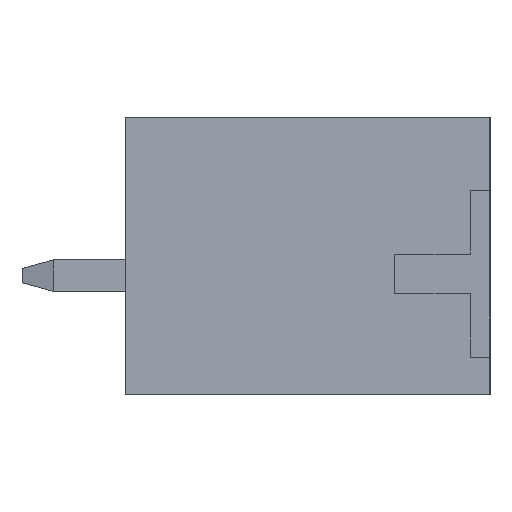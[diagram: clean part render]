
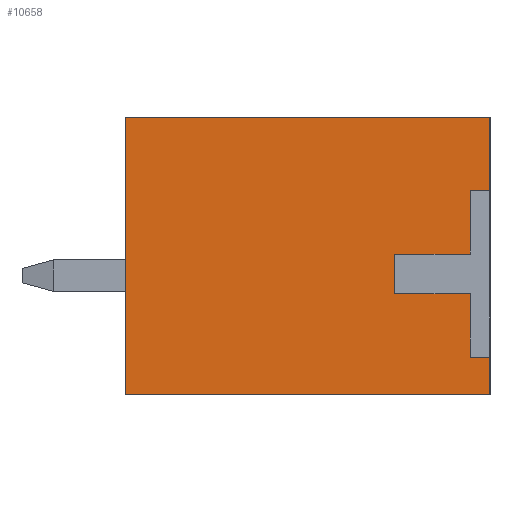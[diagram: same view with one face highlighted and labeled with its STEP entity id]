
A CAD part, left-side view. The second image highlights one B-rep face of the part: STEP entity #10658.
In plain terms, the highlighted planar face has unit normal (-1, 0, 0).
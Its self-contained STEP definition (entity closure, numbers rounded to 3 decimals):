
#282=ORIENTED_EDGE('',*,*,#3425,.F.);
#283=ORIENTED_EDGE('',*,*,#3426,.F.);
#284=ORIENTED_EDGE('',*,*,#3427,.F.);
#285=ORIENTED_EDGE('',*,*,#3428,.F.);
#286=ORIENTED_EDGE('',*,*,#3429,.F.);
#287=ORIENTED_EDGE('',*,*,#3430,.F.);
#288=ORIENTED_EDGE('',*,*,#3431,.F.);
#289=ORIENTED_EDGE('',*,*,#3432,.T.);
#290=ORIENTED_EDGE('',*,*,#3433,.F.);
#291=ORIENTED_EDGE('',*,*,#3434,.F.);
#292=ORIENTED_EDGE('',*,*,#3435,.T.);
#293=ORIENTED_EDGE('',*,*,#3436,.T.);
#3425=EDGE_CURVE('',#4996,#4997,#6049,.T.);
#3426=EDGE_CURVE('',#4998,#4996,#6050,.T.);
#3427=EDGE_CURVE('',#4999,#4998,#6051,.T.);
#3428=EDGE_CURVE('',#5000,#4999,#6052,.T.);
#3429=EDGE_CURVE('',#5001,#5000,#6053,.T.);
#3430=EDGE_CURVE('',#5002,#5001,#6054,.T.);
#3431=EDGE_CURVE('',#5003,#5002,#6055,.T.);
#3432=EDGE_CURVE('',#5003,#5004,#6056,.T.);
#3433=EDGE_CURVE('',#5005,#5004,#6057,.T.);
#3434=EDGE_CURVE('',#5006,#5005,#6058,.T.);
#3435=EDGE_CURVE('',#5006,#5007,#6059,.T.);
#3436=EDGE_CURVE('',#5007,#4997,#6060,.T.);
#4996=VERTEX_POINT('',#14784);
#4997=VERTEX_POINT('',#14785);
#4998=VERTEX_POINT('',#14787);
#4999=VERTEX_POINT('',#14789);
#5000=VERTEX_POINT('',#14791);
#5001=VERTEX_POINT('',#14793);
#5002=VERTEX_POINT('',#14795);
#5003=VERTEX_POINT('',#14797);
#5004=VERTEX_POINT('',#14799);
#5005=VERTEX_POINT('',#14801);
#5006=VERTEX_POINT('',#14803);
#5007=VERTEX_POINT('',#14805);
#6049=LINE('',#14783,#7497);
#6050=LINE('',#14786,#7498);
#6051=LINE('',#14788,#7499);
#6052=LINE('',#14790,#7500);
#6053=LINE('',#14792,#7501);
#6054=LINE('',#14794,#7502);
#6055=LINE('',#14796,#7503);
#6056=LINE('',#14798,#7504);
#6057=LINE('',#14800,#7505);
#6058=LINE('',#14802,#7506);
#6059=LINE('',#14804,#7507);
#6060=LINE('',#14806,#7508);
#7497=VECTOR('',#11953,1000.);
#7498=VECTOR('',#11954,1000.);
#7499=VECTOR('',#11955,1000.);
#7500=VECTOR('',#11956,1000.);
#7501=VECTOR('',#11957,1000.);
#7502=VECTOR('',#11958,1000.);
#7503=VECTOR('',#11959,1000.);
#7504=VECTOR('',#11960,1000.);
#7505=VECTOR('',#11961,1000.);
#7506=VECTOR('',#11962,1000.);
#7507=VECTOR('',#11963,1000.);
#7508=VECTOR('',#11964,1000.);
#8930=EDGE_LOOP('',(#282,#283,#284,#285,#286,#287,#288,#289,#290,#291,#292,
#293));
#9546=FACE_BOUND('',#8930,.T.);
#10162=PLANE('',#11231);
#10658=ADVANCED_FACE('',(#9546),#10162,.F.);
#11231=AXIS2_PLACEMENT_3D('',#14782,#11951,#11952);
#11951=DIRECTION('',(1.,0.,0.));
#11952=DIRECTION('',(0.,0.,-1.));
#11953=DIRECTION('',(0.,-1.,0.));
#11954=DIRECTION('',(0.,0.,-1.));
#11955=DIRECTION('',(0.,-1.,0.));
#11956=DIRECTION('',(0.,0.,-1.));
#11957=DIRECTION('',(0.,1.,0.));
#11958=DIRECTION('',(0.,0.,-1.));
#11959=DIRECTION('',(0.,1.,0.));
#11960=DIRECTION('',(0.,0.,1.));
#11961=DIRECTION('',(0.,-1.,0.));
#11962=DIRECTION('',(0.,0.,1.));
#11963=DIRECTION('',(0.,-1.,0.));
#11964=DIRECTION('',(0.,0.,1.));
#14782=CARTESIAN_POINT('',(-17.9,9.2,-3.5));
#14783=CARTESIAN_POINT('',(-17.9,0.5,-2.55));
#14784=CARTESIAN_POINT('',(-17.9,0.5,-2.55));
#14785=CARTESIAN_POINT('',(-17.9,0.,-2.55));
#14786=CARTESIAN_POINT('',(-17.9,0.5,-0.95));
#14787=CARTESIAN_POINT('',(-17.9,0.5,-0.95));
#14788=CARTESIAN_POINT('',(-17.9,2.4,-0.95));
#14789=CARTESIAN_POINT('',(-17.9,2.4,-0.95));
#14790=CARTESIAN_POINT('',(-17.9,2.4,0.05));
#14791=CARTESIAN_POINT('',(-17.9,2.4,0.05));
#14792=CARTESIAN_POINT('',(-17.9,0.5,0.05));
#14793=CARTESIAN_POINT('',(-17.9,0.5,0.05));
#14794=CARTESIAN_POINT('',(-17.9,0.5,1.65));
#14795=CARTESIAN_POINT('',(-17.9,0.5,1.65));
#14796=CARTESIAN_POINT('',(-17.9,0.,1.65));
#14797=CARTESIAN_POINT('',(-17.9,0.,1.65));
#14798=CARTESIAN_POINT('',(-17.9,0.,-3.5));
#14799=CARTESIAN_POINT('',(-17.9,0.,3.5));
#14800=CARTESIAN_POINT('',(-17.9,9.2,3.5));
#14801=CARTESIAN_POINT('',(-17.9,9.2,3.5));
#14802=CARTESIAN_POINT('',(-17.9,9.2,-3.5));
#14803=CARTESIAN_POINT('',(-17.9,9.2,-3.5));
#14804=CARTESIAN_POINT('',(-17.9,9.2,-3.5));
#14805=CARTESIAN_POINT('',(-17.9,0.,-3.5));
#14806=CARTESIAN_POINT('',(-17.9,0.,-3.5));
